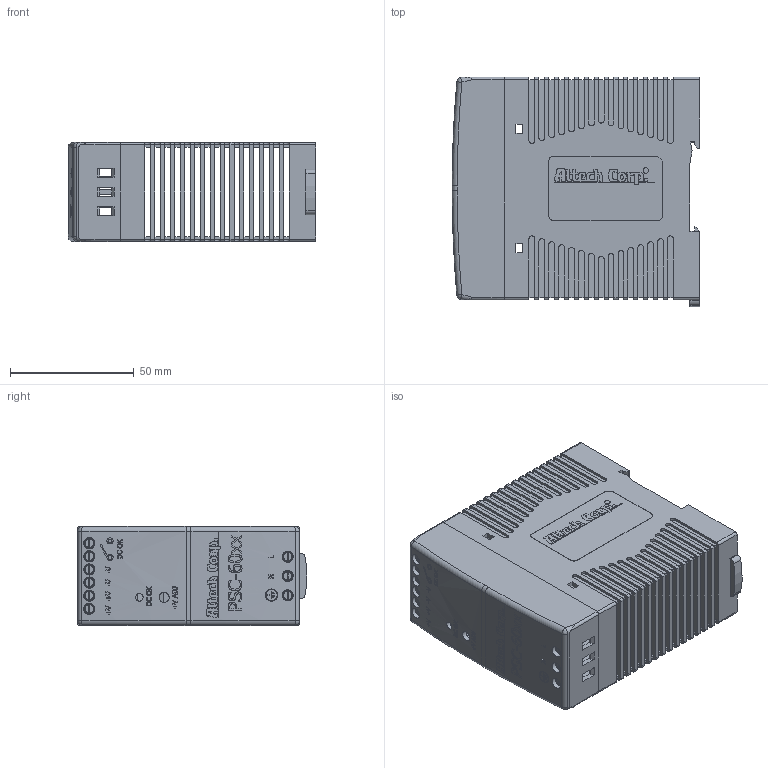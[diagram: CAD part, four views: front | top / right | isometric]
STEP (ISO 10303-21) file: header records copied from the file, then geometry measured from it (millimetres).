
FILE_DESCRIPTION((''),'2;1');
FILE_NAME('PCS 60.stp','2014-08-07T16:58:50',('roland'),(''),'Autodesk Inventor 2013','Autodesk Inventor 2013','');
FILE_SCHEMA(('CONFIG_CONTROL_DESIGN'));
Length unit declared in the file: millimetre
Products named in the file (5): PCS 60; box; front; ISO 1207 M 2 x 3; interlock
Assembly tree (12 placements, depth 2):
  PCS 60
    box
    front
    ISO 1207 M 2 x 3  x9
    interlock
Bounding box: 100 x 92.83 x 40 mm (x, y, z)
Volume: 55516.2 mm3; surface area: 70953.5 mm2
Topology: 12 solids, 12 shells, 1710 faces, 4888 edges, 3230 vertices
Faces by surface type: plane 987, cylinder 510, bspline 160, cone 27, torus 22, sphere 4
Full cylindrical faces by diameter (mm): 1.5 x2, 1.754 x9, 2 x9, 2.201 x1, 2.5 x1, 3 x1, 3.5 x1, 4 x1, 4.5 x10, 4.6 x1, 4.8 x9, 4.9 x1
Entity records: 58668 total; most frequent: CARTESIAN_POINT 16839, ORIENTED_EDGE 9176, DIRECTION 7826, EDGE_CURVE 4588, VERTEX_POINT 3055, VECTOR 3028, LINE 3028, AXIS2_PLACEMENT_3D 2399
